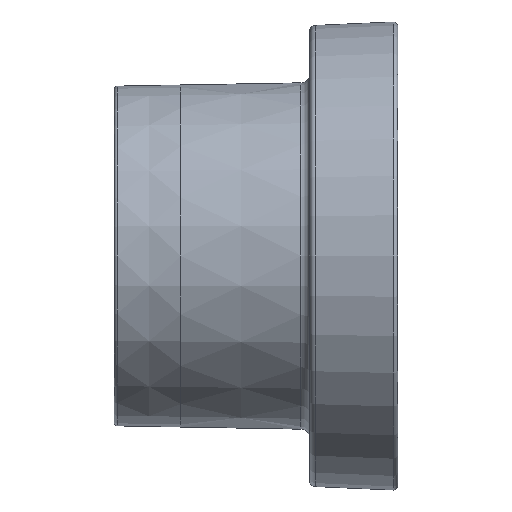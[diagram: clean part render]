
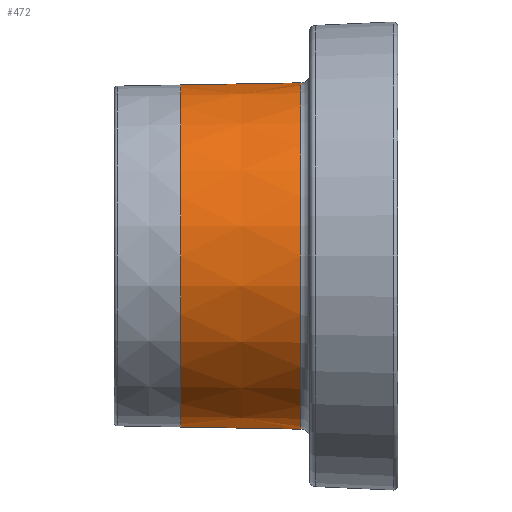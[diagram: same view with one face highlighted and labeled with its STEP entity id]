
A CAD part, left-side view. The second image highlights one B-rep face of the part: STEP entity #472.
In plain terms, the highlighted conical face has half-angle 1.019 degrees and reference radius 29.335 mm.
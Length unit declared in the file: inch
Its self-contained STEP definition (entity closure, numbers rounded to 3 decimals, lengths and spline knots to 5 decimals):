
#12 = VERTEX_POINT ( 'NONE', #790 ) ;
#14 = EDGE_CURVE ( 'NONE', #31, #12, #789, .T. ) ;
#31 = VERTEX_POINT ( 'NONE', #809 ) ;
#155 = VERTEX_POINT ( 'NONE', #1068 ) ;
#159 = EDGE_CURVE ( 'NONE', #165, #12, #1060, .T. ) ;
#165 = VERTEX_POINT ( 'NONE', #1108 ) ;
#167 = EDGE_CURVE ( 'NONE', #155, #165, #1107, .T. ) ;
#213 = EDGE_CURVE ( 'NONE', #155, #31, #1202, .T. ) ;
#472 = ADVANCED_FACE ( 'NONE', ( #1620 ), #1619, .T. ) ;
#488 = EDGE_LOOP ( 'NONE', ( #489, #490, #491, #492 ) ) ;
#489 = ORIENTED_EDGE ( 'NONE', *, *, #14, .F. ) ;
#490 = ORIENTED_EDGE ( 'NONE', *, *, #213, .F. ) ;
#491 = ORIENTED_EDGE ( 'NONE', *, *, #167, .T. ) ;
#492 = ORIENTED_EDGE ( 'NONE', *, *, #159, .T. ) ;
#786 = DIRECTION ( 'NONE',  ( 0., -1., 0.018 ) ) ;
#787 = VECTOR ( 'NONE', #786, 39.37008 ) ;
#788 = CARTESIAN_POINT ( 'NONE',  ( 0., 0.14458, 1.15493 ) ) ;
#789 = LINE ( 'NONE', #788, #787 ) ;
#790 = CARTESIAN_POINT ( 'NONE',  ( 0., 0.14458, 1.15493 ) ) ;
#809 = CARTESIAN_POINT ( 'NONE',  ( 0., 0.94585, 1.14068 ) ) ;
#1056 = DIRECTION ( 'NONE',  ( 0., 0., 1. ) ) ;
#1057 = DIRECTION ( 'NONE',  ( 0., 1., 0. ) ) ;
#1058 = CARTESIAN_POINT ( 'NONE',  ( 0., 0.14458, 0. ) ) ;
#1059 = AXIS2_PLACEMENT_3D ( 'NONE', #1058, #1057, #1056 ) ;
#1060 = CIRCLE ( 'NONE', #1059, 1.15493 ) ;
#1068 = CARTESIAN_POINT ( 'NONE',  ( 0., 0.94585, -1.14068 ) ) ;
#1104 = DIRECTION ( 'NONE',  ( 0., -1., -0.018 ) ) ;
#1105 = VECTOR ( 'NONE', #1104, 39.37008 ) ;
#1106 = CARTESIAN_POINT ( 'NONE',  ( 0., 0.14458, -1.15493 ) ) ;
#1107 = LINE ( 'NONE', #1106, #1105 ) ;
#1108 = CARTESIAN_POINT ( 'NONE',  ( 0., 0.14458, -1.15493 ) ) ;
#1198 = DIRECTION ( 'NONE',  ( 0., 0., 1. ) ) ;
#1199 = DIRECTION ( 'NONE',  ( 0., 1., 0. ) ) ;
#1200 = CARTESIAN_POINT ( 'NONE',  ( 0., 0.94585, 0. ) ) ;
#1201 = AXIS2_PLACEMENT_3D ( 'NONE', #1200, #1199, #1198 ) ;
#1202 = CIRCLE ( 'NONE', #1201, 1.14068 ) ;
#1614 = DIRECTION ( 'NONE',  ( 0., 0., -1. ) ) ;
#1615 = DIRECTION ( 'NONE',  ( 0., -1., 0. ) ) ;
#1616 = CARTESIAN_POINT ( 'NONE',  ( 0., 0.14458, 0. ) ) ;
#1617 = AXIS2_PLACEMENT_3D ( 'NONE', #1616, #1615, #1614 ) ;
#1619 = CONICAL_SURFACE ( 'NONE', #1617, 1.15493, 0.018 ) ;
#1620 = FACE_OUTER_BOUND ( 'NONE', #488, .T. ) ;
